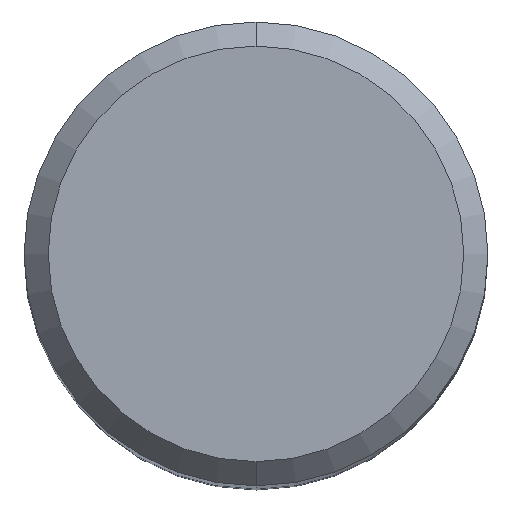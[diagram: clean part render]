
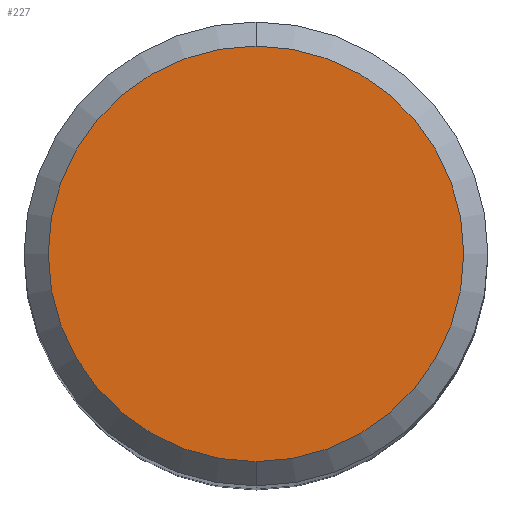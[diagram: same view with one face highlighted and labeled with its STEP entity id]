
A CAD part, top view. The second image highlights one B-rep face of the part: STEP entity #227.
In plain terms, the highlighted planar face has unit normal (0, 0, 1).
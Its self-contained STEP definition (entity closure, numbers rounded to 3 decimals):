
#149=VERTEX_POINT('',#384);
#207=EDGE_CURVE('',#327,#149,#449,.T.);
#213=EDGE_CURVE('',#149,#327,#455,.T.);
#227=ADVANCED_FACE('',(#470),#471,.T.);
#327=VERTEX_POINT('',#584);
#384=CARTESIAN_POINT('',(0.0,4.3,0.));
#449=CIRCLE('',#723,4.3);
#455=CIRCLE('',#730,4.3);
#470=FACE_OUTER_BOUND('',#748,.T.);
#471=PLANE('',#749);
#584=CARTESIAN_POINT('',(0.,-4.3,0.));
#723=AXIS2_PLACEMENT_3D('',#1033,#1034,#1035);
#730=AXIS2_PLACEMENT_3D('',#1036,#1037,#1038);
#748=EDGE_LOOP('',(#1052,#1053));
#749=AXIS2_PLACEMENT_3D('',#1054,#1055,#1056);
#1033=CARTESIAN_POINT('',(0.0,0.0,0.));
#1034=DIRECTION('',(0.0,0.0,-1.0));
#1035=DIRECTION('',(0.0,1.0,0.0));
#1036=CARTESIAN_POINT('',(0.0,0.0,0.));
#1037=DIRECTION('',(0.0,0.0,-1.0));
#1038=DIRECTION('',(0.0,1.0,0.0));
#1052=ORIENTED_EDGE('',*,*,#213,.F.);
#1053=ORIENTED_EDGE('',*,*,#207,.F.);
#1054=CARTESIAN_POINT('',(0.0,2.15,0.));
#1055=DIRECTION('',(-0.0,0.0,1.0));
#1056=DIRECTION('',(0.0,-1.0,0.0));
